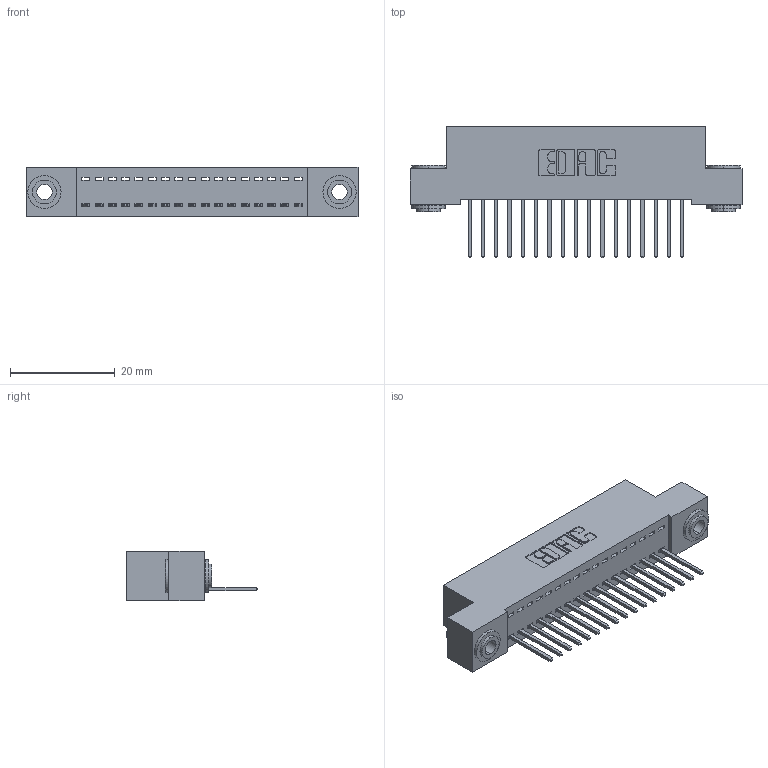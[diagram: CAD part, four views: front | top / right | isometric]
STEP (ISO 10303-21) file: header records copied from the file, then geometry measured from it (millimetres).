
FILE_DESCRIPTION (( 'STEP AP203' ), '1' );
FILE_NAME ('342-017-523-103.STEP', '2019-10-01T19:22:33', ( '' ), ( '' ), 'SwSTEP 2.0', 'SolidWorks 2016', '' );
FILE_SCHEMA (( 'CONFIG_CONTROL_DESIGN' ));
Length unit declared in the file: inch
Products named in the file (4): 342-250-002_345-250-002-102; 342-017-523-103; 342 Part_.156 TH; 345-292-001_345-293-123
Assembly tree (20 placements, depth 2):
  342-017-523-103
    342 Part_.156 TH
    345-292-001_345-293-123  x17
    342-250-002_345-250-002-102  x2
Bounding box: 63.5 x 25.15 x 9.4 mm (x, y, z)
Volume: 5491.8 mm3; surface area: 7840.1 mm2
Topology: 20 solids, 20 shells, 1134 faces, 3367 edges, 2218 vertices
Faces by surface type: plane 790, cylinder 336, cone 8
Entity records: 14162 total; most frequent: CARTESIAN_POINT 2424, ORIENTED_EDGE 2370, DIRECTION 2129, EDGE_CURVE 1185, VECTOR 1033, LINE 1033, VERTEX_POINT 786, AXIS2_PLACEMENT_3D 548
